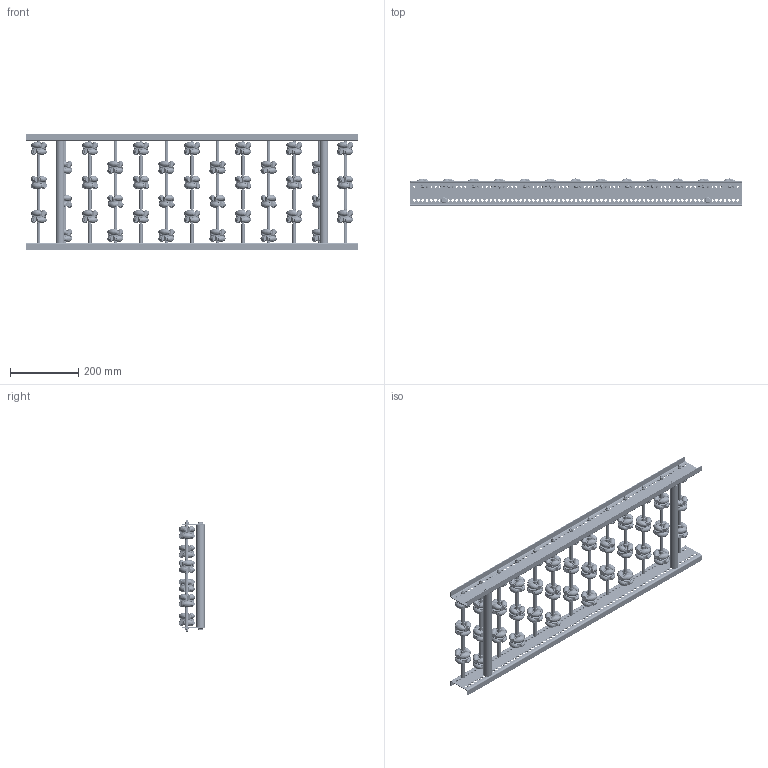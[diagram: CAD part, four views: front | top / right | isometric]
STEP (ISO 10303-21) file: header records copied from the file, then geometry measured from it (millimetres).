
FILE_DESCRIPTION (( 'STEP AP214' ), '1' );
FILE_NAME ('0052571.step', '2021-10-26T12:35:44', ( '' ), ( '' ), 'SwSTEP 2.0', 'SolidWorks 2020', '' );
FILE_SCHEMA (( 'AUTOMOTIVE_DESIGN' ));
Length unit declared in the file: millimetre
Products named in the file (13): AWR48_Halter; 0019719_Gewindestange-M6_L=320; S100994_Sperrzahnschraube_M08x16-8.8-A2K; 0027528_BUCHSE-HOHLNIETE ZU AWR48; Traversen_KFG_L300; 0036819_SICHERUNGS-HUTMUTTER-DIN986-M6; 0015028_AWR48; Profil-RB-20x70x20x2_S100234_U-PROFIL-20-70-20-2-RB-L=975; 0019730_Tragrollenrohr-Ø10x1,75KU_KFG_0019730_L=55; AWR48_Röllchen; AWR48_Stift; 0052571; AWR-Achse-f黵-Konfiguration_L300
Assembly tree (73 placements, depth 4):
  0052571
    Profil-RB-20x70x20x2_S100234_U-PROFIL-20-70-20-2-RB-L=975  x2
    AWR-Achse-f黵-Konfiguration_L300  x13
      0019719_Gewindestange-M6_L=320
      0015028_AWR48
        AWR48_Halter
        AWR48_Röllchen  x6
        AWR48_Stift  x6
      0019730_Tragrollenrohr-Ø10x1,75KU_KFG_0019730_L=55
      0027528_BUCHSE-HOHLNIETE ZU AWR48
    S100994_Sperrzahnschraube_M08x16-8.8-A2K  x4
    Traversen_KFG_L300  x2
    0036819_SICHERUNGS-HUTMUTTER-DIN986-M6  x26
Bounding box: 975 x 78.93 x 340 mm (x, y, z)
Volume: 2375345.9 mm3; surface area: 1687170.5 mm2
Topology: 675 solids, 675 shells, 12362 faces, 28708 edges, 18128 vertices
Faces by surface type: cylinder 4858, plane 4176, torus 2096, cone 1180, sphere 52
Entity records: 22440 total; most frequent: CARTESIAN_POINT 4645, DIRECTION 3793, ORIENTED_EDGE 3274, EDGE_CURVE 1637, AXIS2_PLACEMENT_3D 1611, VERTEX_POINT 1058, EDGE_LOOP 963, CIRCLE 922
